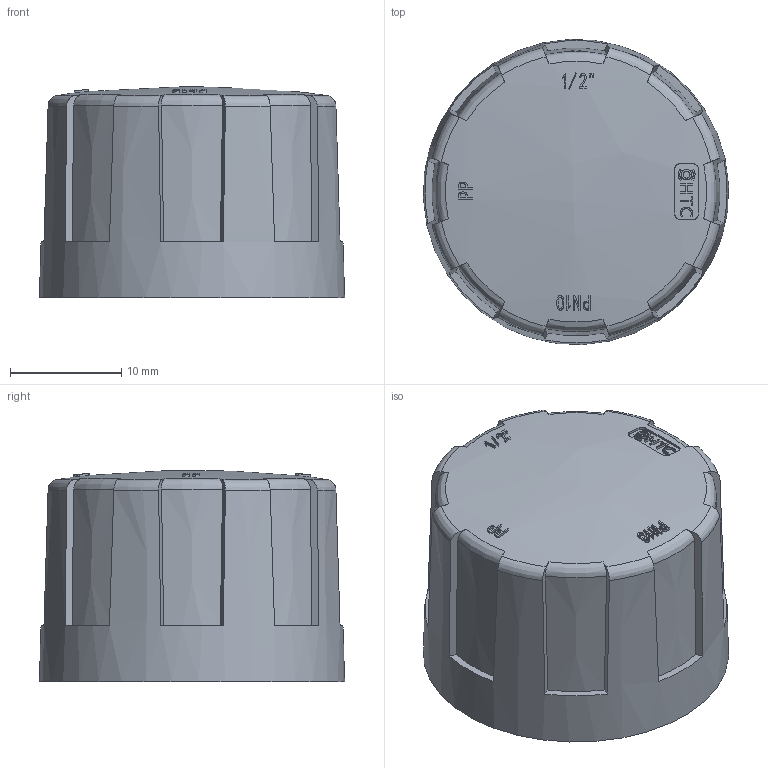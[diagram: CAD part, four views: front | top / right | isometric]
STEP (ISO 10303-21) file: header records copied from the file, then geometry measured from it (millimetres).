
FILE_DESCRIPTION(/* description */ (''),/* implementation_level */ '2;1');
FILE_NAME(/* name */ '1-2.stp',/* time_stamp */ '2025-07-05T16:23:38+08:00',/* author */ (''),/* organization */ (''),/* preprocessor_version */ 'ST-DEVELOPER v16.7',/* originating_system */ 'SIEMENS PLM Software NX 12.0',/* authorisation */ '');
FILE_SCHEMA (('AUTOMOTIVE_DESIGN { 1 0 10303 214 3 1 1 1 }'));
Length unit declared in the file: millimetre
Products named in the file (1): Admi4AFC3809x285
Bounding box: 27.47 x 27.47 x 19 mm (x, y, z)
Volume: 5206.5 mm3; surface area: 4398.5 mm2
Topology: 1 solids, 1 shells, 250 faces, 675 edges, 459 vertices
Faces by surface type: plane 144, bspline 42, cone 26, extrusion 26, cylinder 12
Full cylindrical faces by diameter (mm): 0.623 x1, 0.94 x1, 21.5 x1
Entity records: 12587 total; most frequent: CARTESIAN_POINT 7223, ORIENTED_EDGE 1332, DIRECTION 707, EDGE_CURVE 666, VERTEX_POINT 455, B_SPLINE_CURVE_WITH_KNOTS 416, EDGE_LOOP 287, AXIS2_PLACEMENT_3D 253
